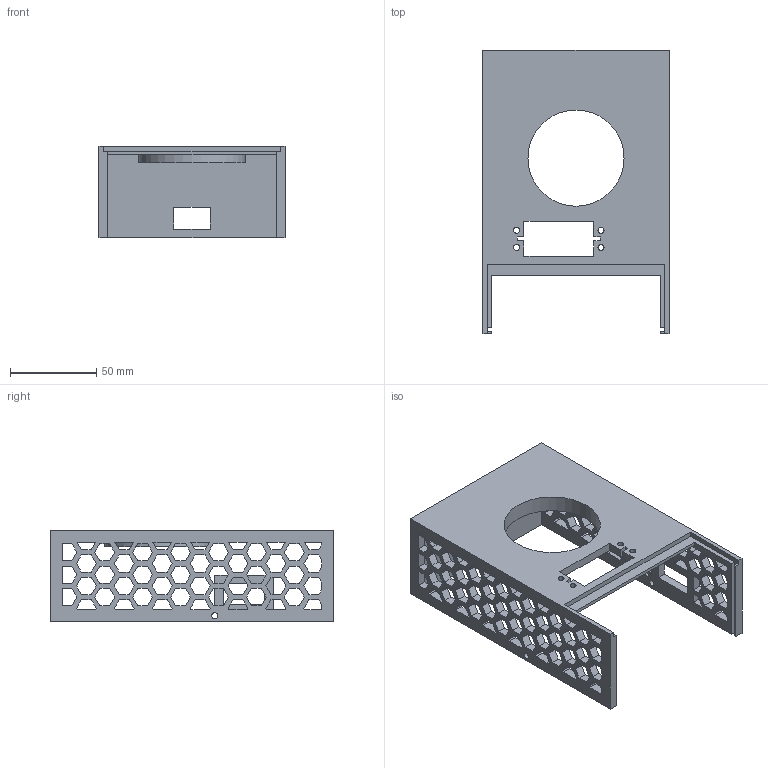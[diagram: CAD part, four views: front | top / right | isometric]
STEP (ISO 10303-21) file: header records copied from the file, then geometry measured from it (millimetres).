
FILE_DESCRIPTION(/* description */ (''),/* implementation_level */ '2;1');
FILE_NAME(/* name */ 'AM_Case.stp',/* time_stamp */ '2024-11-03T10:26:30-05:00',/* author */ ('yulio'),/* organization */ (''),/* preprocessor_version */ 'ST-DEVELOPER v20',/* originating_system */ 'Autodesk Inventor 2024',/* authorisation */ '');
FILE_SCHEMA (('AUTOMOTIVE_DESIGN { 1 0 10303 214 3 1 1 }'));
Length unit declared in the file: millimetre
Products named in the file (1): carcasaBase
Bounding box: 108 x 164.4 x 53.14 mm (x, y, z)
Volume: 121262.7 mm3; surface area: 72339.7 mm2
Topology: 1 solids, 1 shells, 594 faces, 1773 edges, 1182 vertices
Faces by surface type: plane 586, cylinder 8
Full cylindrical faces by diameter (mm): 3.5 x6, 55.8 x1, 61.8 x1
Entity records: 20016 total; most frequent: CARTESIAN_POINT 3550, ORIENTED_EDGE 3546, DIRECTION 2979, EDGE_CURVE 1773, LINE 1757, VECTOR 1757, VERTEX_POINT 1182, EDGE_LOOP 805
